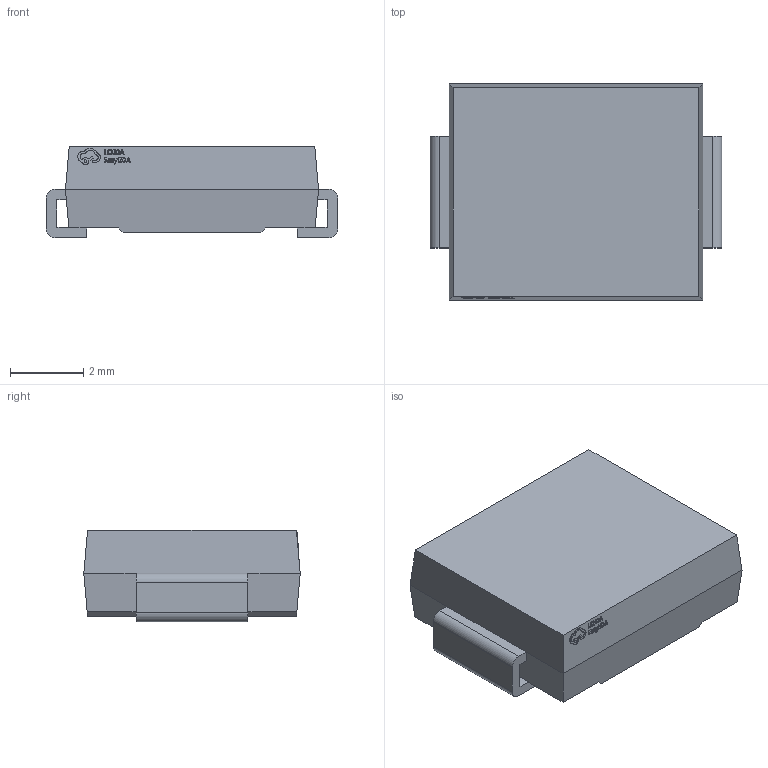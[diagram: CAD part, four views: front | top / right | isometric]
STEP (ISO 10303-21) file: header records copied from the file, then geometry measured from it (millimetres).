
FILE_DESCRIPTION (( 'STEP AP214' ), '1' );
FILE_NAME ('SMC_L6.9-W5.9-LS8.0-BI.STEP', '2024-02-04T01:46:23', ( 'PC' ), ( 'Microsoft' ), 'SwSTEP 2.0', 'SolidWorks 2020', '' );
FILE_SCHEMA (( 'AUTOMOTIVE_DESIGN' ));
Length unit declared in the file: millimetre
Products named in the file (1): SMC_L6.9-W5.9-LS8.0-BI
Bounding box: 7.95 x 5.9 x 2.5 mm (x, y, z)
Volume: 94.7 mm3; surface area: 158.7 mm2
Topology: 1 solids, 1 shells, 260 faces, 721 edges, 478 vertices
Faces by surface type: plane 158, bspline 98, cylinder 4
Entity records: 11643 total; most frequent: CARTESIAN_POINT 2766, ORIENTED_EDGE 1442, DIRECTION 855, EDGE_CURVE 721, VECTOR 513, LINE 513, VERTEX_POINT 478, EDGE_LOOP 279
